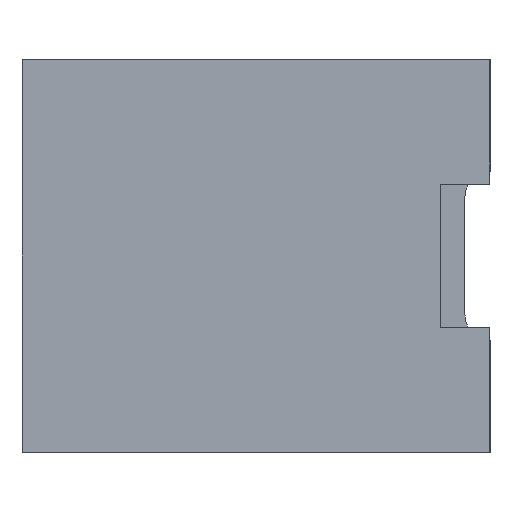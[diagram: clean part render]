
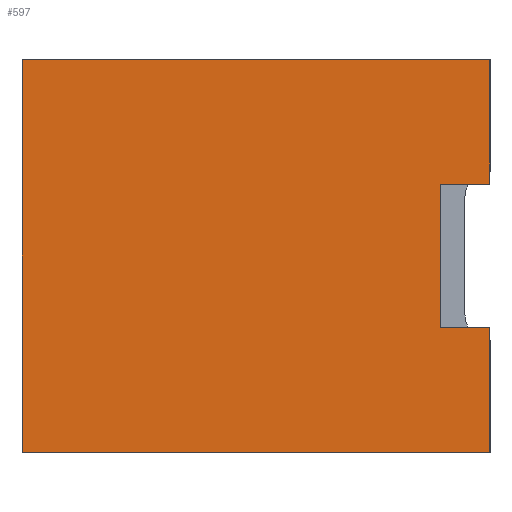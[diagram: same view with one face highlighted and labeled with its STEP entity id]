
A CAD part, left-side view. The second image highlights one B-rep face of the part: STEP entity #597.
In plain terms, the highlighted planar face has unit normal (-1, 0, 0).
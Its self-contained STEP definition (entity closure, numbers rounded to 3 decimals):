
#59=FACE_OUTER_BOUND('',#89,.T.);
#89=EDGE_LOOP('',(#531,#532,#533,#534,#535,#536,#537,#538));
#120=LINE('',#982,#192);
#129=LINE('',#1000,#201);
#148=LINE('',#1043,#220);
#151=LINE('',#1049,#223);
#154=LINE('',#1054,#226);
#159=LINE('',#1064,#231);
#161=LINE('',#1068,#233);
#162=LINE('',#1070,#234);
#192=VECTOR('',#694,10.);
#201=VECTOR('',#705,10.);
#220=VECTOR('',#750,10.);
#223=VECTOR('',#755,10.);
#226=VECTOR('',#760,10.);
#231=VECTOR('',#771,10.);
#233=VECTOR('',#777,10.);
#234=VECTOR('',#780,10.);
#265=VERTEX_POINT('',#979);
#266=VERTEX_POINT('',#981);
#273=VERTEX_POINT('',#997);
#274=VERTEX_POINT('',#999);
#285=VERTEX_POINT('',#1042);
#287=VERTEX_POINT('',#1048);
#289=VERTEX_POINT('',#1061);
#290=VERTEX_POINT('',#1063);
#328=EDGE_CURVE('',#265,#266,#120,.T.);
#337=EDGE_CURVE('',#273,#274,#129,.T.);
#360=EDGE_CURVE('',#265,#285,#148,.T.);
#363=EDGE_CURVE('',#285,#287,#151,.T.);
#366=EDGE_CURVE('',#287,#274,#154,.T.);
#371=EDGE_CURVE('',#289,#290,#159,.T.);
#373=EDGE_CURVE('',#273,#290,#161,.T.);
#374=EDGE_CURVE('',#266,#289,#162,.T.);
#531=ORIENTED_EDGE('',*,*,#366,.T.);
#532=ORIENTED_EDGE('',*,*,#337,.F.);
#533=ORIENTED_EDGE('',*,*,#373,.T.);
#534=ORIENTED_EDGE('',*,*,#371,.F.);
#535=ORIENTED_EDGE('',*,*,#374,.F.);
#536=ORIENTED_EDGE('',*,*,#328,.F.);
#537=ORIENTED_EDGE('',*,*,#360,.T.);
#538=ORIENTED_EDGE('',*,*,#363,.T.);
#567=PLANE('',#643);
#597=ADVANCED_FACE('',(#59),#567,.T.);
#643=AXIS2_PLACEMENT_3D('',#1069,#778,#779);
#694=DIRECTION('',(0.,0.,-1.));
#705=DIRECTION('',(0.,0.,-1.));
#750=DIRECTION('',(0.,1.,0.));
#755=DIRECTION('',(0.,0.,1.));
#760=DIRECTION('',(0.,-1.,0.));
#771=DIRECTION('',(0.,0.,1.));
#777=DIRECTION('',(0.,1.,0.));
#778=DIRECTION('center_axis',(-1.,0.,0.));
#779=DIRECTION('ref_axis',(0.,0.,1.));
#780=DIRECTION('',(0.,1.,0.));
#979=CARTESIAN_POINT('',(-60.2,2.761,-3.881));
#981=CARTESIAN_POINT('',(-60.2,2.761,-10.7));
#982=CARTESIAN_POINT('',(-60.2,2.761,-5.35));
#997=CARTESIAN_POINT('',(-60.2,2.761,10.7));
#999=CARTESIAN_POINT('',(-60.2,2.761,3.919));
#1000=CARTESIAN_POINT('',(-60.2,2.761,-5.35));
#1042=CARTESIAN_POINT('',(-60.2,5.461,-3.881));
#1043=CARTESIAN_POINT('',(-60.2,4.111,-3.881));
#1048=CARTESIAN_POINT('',(-60.2,5.461,3.919));
#1049=CARTESIAN_POINT('',(-60.2,5.461,-3.391));
#1054=CARTESIAN_POINT('',(-60.2,2.761,3.919));
#1061=CARTESIAN_POINT('',(-60.2,28.261,-10.7));
#1063=CARTESIAN_POINT('',(-60.2,28.261,10.7));
#1064=CARTESIAN_POINT('',(-60.2,28.261,-5.35));
#1068=CARTESIAN_POINT('',(-60.2,2.761,10.7));
#1069=CARTESIAN_POINT('Origin',(-60.2,2.761,-10.7));
#1070=CARTESIAN_POINT('',(-60.2,2.761,-10.7));
